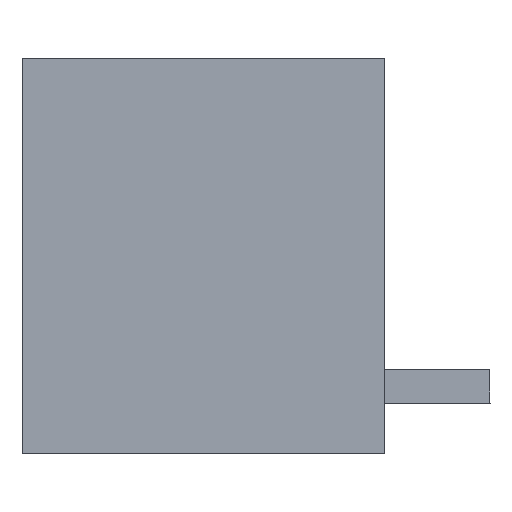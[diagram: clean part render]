
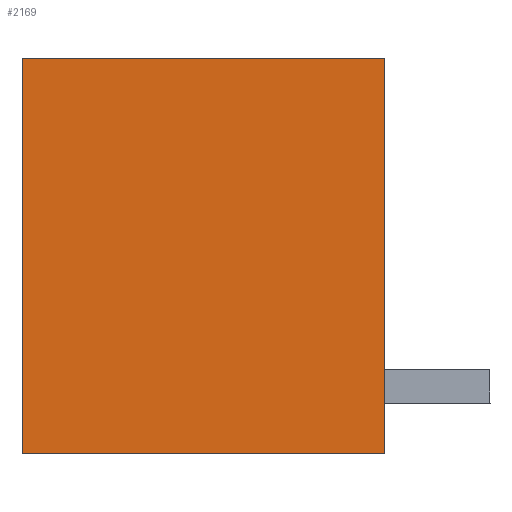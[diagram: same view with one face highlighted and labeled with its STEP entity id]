
A CAD part, left-side view. The second image highlights one B-rep face of the part: STEP entity #2169.
In plain terms, the highlighted planar face has unit normal (-1, 0, 0).
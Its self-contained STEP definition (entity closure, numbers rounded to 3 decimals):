
#2156=AXIS2_PLACEMENT_3D('Plane Axis2P3D',#2153,#2154,#2155) ;
#244=CARTESIAN_POINT('Vertex',(0.,3.2,0.)) ;
#247=CARTESIAN_POINT('Line Origine',(0.,8.7,0.)) ;
#251=CARTESIAN_POINT('Vertex',(0.,14.2,0.)) ;
#1399=CARTESIAN_POINT('Line Origine',(0.,8.7,12.)) ;
#1403=CARTESIAN_POINT('Vertex',(0.,3.2,12.)) ;
#1405=CARTESIAN_POINT('Vertex',(0.,14.2,12.)) ;
#2141=CARTESIAN_POINT('Line Origine',(0.,3.2,6.)) ;
#2153=CARTESIAN_POINT('Axis2P3D Location',(0.,1.7,0.)) ;
#2158=CARTESIAN_POINT('Line Origine',(0.,14.2,6.)) ;
#248=DIRECTION('Vector Direction',(0.,-1.,0.)) ;
#1400=DIRECTION('Vector Direction',(0.,1.,0.)) ;
#2142=DIRECTION('Vector Direction',(0.,0.,-1.)) ;
#2154=DIRECTION('Axis2P3D Direction',(-1.,0.,0.)) ;
#2155=DIRECTION('Axis2P3D XDirection',(0.,0.,1.)) ;
#2159=DIRECTION('Vector Direction',(0.,0.,1.)) ;
#249=VECTOR('Line Direction',#248,1.) ;
#1401=VECTOR('Line Direction',#1400,1.) ;
#2143=VECTOR('Line Direction',#2142,1.) ;
#2160=VECTOR('Line Direction',#2159,1.) ;
#2164=ORIENTED_EDGE('',*,*,#253,.T.) ;
#2165=ORIENTED_EDGE('',*,*,#2145,.T.) ;
#2166=ORIENTED_EDGE('',*,*,#1407,.T.) ;
#2167=ORIENTED_EDGE('',*,*,#2162,.T.) ;
#2169=ADVANCED_FACE('HOUSING',(#2168),#2157,.T.) ;
#253=EDGE_CURVE('',#252,#245,#250,.T.) ;
#1407=EDGE_CURVE('',#1404,#1406,#1402,.T.) ;
#2145=EDGE_CURVE('',#245,#1404,#2144,.F.) ;
#2162=EDGE_CURVE('',#1406,#252,#2161,.F.) ;
#2163=EDGE_LOOP('',(#2164,#2165,#2166,#2167)) ;
#2168=FACE_OUTER_BOUND('',#2163,.T.) ;
#250=LINE('Line',#247,#249) ;
#1402=LINE('Line',#1399,#1401) ;
#2144=LINE('Line',#2141,#2143) ;
#2161=LINE('Line',#2158,#2160) ;
#2157=PLANE('',#2156) ;
#245=VERTEX_POINT('',#244) ;
#252=VERTEX_POINT('',#251) ;
#1404=VERTEX_POINT('',#1403) ;
#1406=VERTEX_POINT('',#1405) ;
